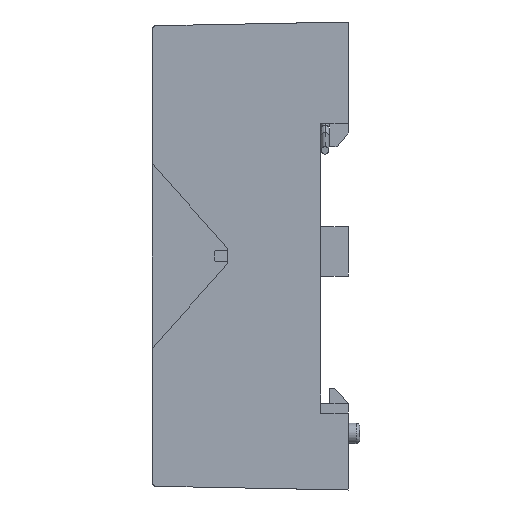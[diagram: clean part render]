
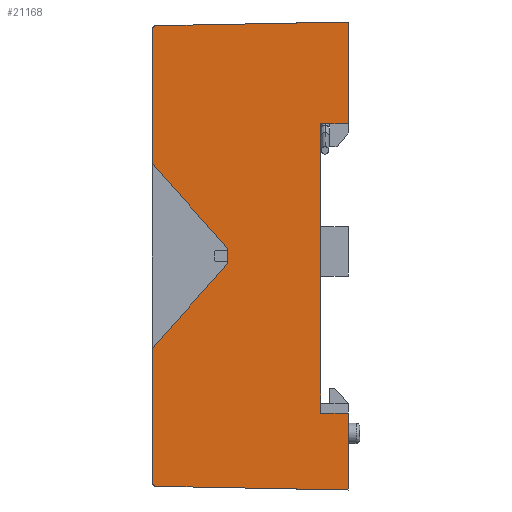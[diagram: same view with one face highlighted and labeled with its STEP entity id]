
A CAD part, left-side view. The second image highlights one B-rep face of the part: STEP entity #21168.
In plain terms, the highlighted planar face has unit normal (-1, 0, 0).
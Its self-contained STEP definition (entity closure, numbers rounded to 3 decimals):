
#659 = ORIENTED_EDGE ( 'NONE', *, *, #1759, .F. ) ;
#678 = LINE ( 'NONE', #1750, #3491 ) ;
#777 = ORIENTED_EDGE ( 'NONE', *, *, #11700, .F. ) ;
#784 = VECTOR ( 'NONE', #11043, 1000. ) ;
#908 = DIRECTION ( 'NONE',  ( 0., -1., 0.019 ) ) ;
#990 = EDGE_CURVE ( 'NONE', #3059, #10079, #13679, .T. ) ;
#1028 = CARTESIAN_POINT ( 'NONE',  ( -19., 16., 1. ) ) ;
#1444 = LINE ( 'NONE', #12923, #18864 ) ;
#1469 = DIRECTION ( 'NONE',  ( 0., 0., 1. ) ) ;
#1477 = DIRECTION ( 'NONE',  ( 1., 0., 0. ) ) ;
#1750 = CARTESIAN_POINT ( 'NONE',  ( -19., 3.7, 0. ) ) ;
#1759 = EDGE_CURVE ( 'NONE', #14488, #6643, #1919, .T. ) ;
#1919 = LINE ( 'NONE', #18634, #18823 ) ;
#2085 = VECTOR ( 'NONE', #16281, 1000. ) ;
#2108 = CARTESIAN_POINT ( 'NONE',  ( -19., 26., -12.25 ) ) ;
#2212 = LINE ( 'NONE', #20358, #11450 ) ;
#2319 = VERTEX_POINT ( 'NONE', #2734 ) ;
#2703 = VECTOR ( 'NONE', #1469, 1000. ) ;
#2734 = CARTESIAN_POINT ( 'NONE',  ( -19., 0., 31. ) ) ;
#2896 = ORIENTED_EDGE ( 'NONE', *, *, #15867, .F. ) ;
#2975 = VECTOR ( 'NONE', #8654, 1000. ) ;
#3059 = VERTEX_POINT ( 'NONE', #15614 ) ;
#3095 = DIRECTION ( 'NONE',  ( 0., 0., 1. ) ) ;
#3371 = DIRECTION ( 'NONE',  ( 0., 0., -1. ) ) ;
#3491 = VECTOR ( 'NONE', #3371, 1000. ) ;
#3563 = DIRECTION ( 'NONE',  ( -1., 0., 0. ) ) ;
#3567 = EDGE_CURVE ( 'NONE', #6280, #11826, #13862, .T. ) ;
#3728 = EDGE_CURVE ( 'NONE', #10639, #6215, #6934, .T. ) ;
#3828 = VECTOR ( 'NONE', #908, 1000. ) ;
#4195 = CARTESIAN_POINT ( 'NONE',  ( -19., 0., 31. ) ) ;
#4199 = CARTESIAN_POINT ( 'NONE',  ( -19., 25.51, 30.509 ) ) ;
#4257 = VERTEX_POINT ( 'NONE', #20930 ) ;
#4513 = LINE ( 'NONE', #14746, #12756 ) ;
#4519 = ORIENTED_EDGE ( 'NONE', *, *, #15074, .T. ) ;
#4642 = CARTESIAN_POINT ( 'NONE',  ( -19., 26., 30.01 ) ) ;
#4746 = VERTEX_POINT ( 'NONE', #1028 ) ;
#4867 = CARTESIAN_POINT ( 'NONE',  ( -19., 13., 17.5 ) ) ;
#5252 = CARTESIAN_POINT ( 'NONE',  ( -19., 25.51, -30.509 ) ) ;
#5294 = EDGE_CURVE ( 'NONE', #11215, #8773, #11417, .T. ) ;
#5345 = CARTESIAN_POINT ( 'NONE',  ( -19., 0., 0. ) ) ;
#5395 = ORIENTED_EDGE ( 'NONE', *, *, #20582, .F. ) ;
#5511 = DIRECTION ( 'NONE',  ( 0., -0.664, 0.747 ) ) ;
#5701 = AXIS2_PLACEMENT_3D ( 'NONE', #13402, #3563, #15049 ) ;
#6144 = ORIENTED_EDGE ( 'NONE', *, *, #5294, .F. ) ;
#6215 = VERTEX_POINT ( 'NONE', #18721 ) ;
#6280 = VERTEX_POINT ( 'NONE', #9142 ) ;
#6353 = VECTOR ( 'NONE', #12213, 1000. ) ;
#6582 = AXIS2_PLACEMENT_3D ( 'NONE', #18450, #8644, #20098 ) ;
#6643 = VERTEX_POINT ( 'NONE', #19407 ) ;
#6934 = LINE ( 'NONE', #4867, #2085 ) ;
#7734 = ORIENTED_EDGE ( 'NONE', *, *, #9447, .F. ) ;
#7987 = CARTESIAN_POINT ( 'NONE',  ( -19., 26., -30.01 ) ) ;
#8579 = CARTESIAN_POINT ( 'NONE',  ( -19., 26., 12.25 ) ) ;
#8644 = DIRECTION ( 'NONE',  ( 1., 0., 0. ) ) ;
#8654 = DIRECTION ( 'NONE',  ( 0., 0., -1. ) ) ;
#8696 = AXIS2_PLACEMENT_3D ( 'NONE', #21065, #1477, #12939 ) ;
#8773 = VERTEX_POINT ( 'NONE', #4642 ) ;
#9142 = CARTESIAN_POINT ( 'NONE',  ( -19., 0., -31. ) ) ;
#9447 = EDGE_CURVE ( 'NONE', #6215, #3059, #678, .T. ) ;
#9640 = PLANE ( 'NONE',  #8696 ) ;
#10079 = VERTEX_POINT ( 'NONE', #20232 ) ;
#10163 = ORIENTED_EDGE ( 'NONE', *, *, #3728, .F. ) ;
#10639 = VERTEX_POINT ( 'NONE', #13715 ) ;
#10744 = DIRECTION ( 'NONE',  ( 0., -1., 0. ) ) ;
#11002 = ORIENTED_EDGE ( 'NONE', *, *, #13935, .F. ) ;
#11043 = DIRECTION ( 'NONE',  ( 0., 1., 0.019 ) ) ;
#11215 = VERTEX_POINT ( 'NONE', #8579 ) ;
#11411 = ORIENTED_EDGE ( 'NONE', *, *, #12004, .F. ) ;
#11417 = LINE ( 'NONE', #7987, #2703 ) ;
#11446 = DIRECTION ( 'NONE',  ( 0., 0.664, 0.747 ) ) ;
#11450 = VECTOR ( 'NONE', #12207, 1000. ) ;
#11672 = LINE ( 'NONE', #5345, #2975 ) ;
#11700 = EDGE_CURVE ( 'NONE', #4746, #11215, #4513, .T. ) ;
#11826 = VERTEX_POINT ( 'NONE', #5252 ) ;
#12004 = EDGE_CURVE ( 'NONE', #4257, #14488, #2212, .T. ) ;
#12126 = VECTOR ( 'NONE', #10744, 1000. ) ;
#12207 = DIRECTION ( 'NONE',  ( 0., 0., 1. ) ) ;
#12213 = DIRECTION ( 'NONE',  ( 0., 0., -1. ) ) ;
#12274 = EDGE_CURVE ( 'NONE', #6643, #4746, #1444, .T. ) ;
#12560 = ORIENTED_EDGE ( 'NONE', *, *, #12274, .F. ) ;
#12585 = LINE ( 'NONE', #4195, #3828 ) ;
#12756 = VECTOR ( 'NONE', #11446, 1000. ) ;
#12923 = CARTESIAN_POINT ( 'NONE',  ( -19., 16., 0. ) ) ;
#12939 = DIRECTION ( 'NONE',  ( 0., 0., -1. ) ) ;
#13402 = CARTESIAN_POINT ( 'NONE',  ( -19., 25.5, 30.01 ) ) ;
#13679 = LINE ( 'NONE', #15607, #12126 ) ;
#13715 = CARTESIAN_POINT ( 'NONE',  ( -19., 0., 17.5 ) ) ;
#13862 = LINE ( 'NONE', #14346, #784 ) ;
#13935 = EDGE_CURVE ( 'NONE', #11826, #4257, #16494, .T. ) ;
#14346 = CARTESIAN_POINT ( 'NONE',  ( -19., 25.51, -30.509 ) ) ;
#14488 = VERTEX_POINT ( 'NONE', #2108 ) ;
#14746 = CARTESIAN_POINT ( 'NONE',  ( -19., 26., 12.25 ) ) ;
#14993 = ORIENTED_EDGE ( 'NONE', *, *, #990, .F. ) ;
#15049 = DIRECTION ( 'NONE',  ( 0., 0., 1. ) ) ;
#15074 = EDGE_CURVE ( 'NONE', #16837, #8773, #17385, .T. ) ;
#15173 = ORIENTED_EDGE ( 'NONE', *, *, #16625, .F. ) ;
#15414 = CARTESIAN_POINT ( 'NONE',  ( -19., 0., 0. ) ) ;
#15607 = CARTESIAN_POINT ( 'NONE',  ( -19., 13., -20.8 ) ) ;
#15614 = CARTESIAN_POINT ( 'NONE',  ( -19., 3.7, -20.8 ) ) ;
#15867 = EDGE_CURVE ( 'NONE', #10079, #6280, #20412, .T. ) ;
#16281 = DIRECTION ( 'NONE',  ( 0., 1., 0. ) ) ;
#16452 = FACE_OUTER_BOUND ( 'NONE', #21102, .T. ) ;
#16494 = CIRCLE ( 'NONE', #6582, 0.5 ) ;
#16625 = EDGE_CURVE ( 'NONE', #2319, #10639, #11672, .T. ) ;
#16837 = VERTEX_POINT ( 'NONE', #4199 ) ;
#17385 = CIRCLE ( 'NONE', #5701, 0.5 ) ;
#18255 = ORIENTED_EDGE ( 'NONE', *, *, #3567, .F. ) ;
#18450 = CARTESIAN_POINT ( 'NONE',  ( -19., 25.5, -30.01 ) ) ;
#18634 = CARTESIAN_POINT ( 'NONE',  ( -19., 26., -12.25 ) ) ;
#18721 = CARTESIAN_POINT ( 'NONE',  ( -19., 3.7, 17.5 ) ) ;
#18823 = VECTOR ( 'NONE', #5511, 1000. ) ;
#18864 = VECTOR ( 'NONE', #3095, 1000. ) ;
#19407 = CARTESIAN_POINT ( 'NONE',  ( -19., 16., -1. ) ) ;
#20098 = DIRECTION ( 'NONE',  ( 0., 0., 1. ) ) ;
#20232 = CARTESIAN_POINT ( 'NONE',  ( -19., 0., -20.8 ) ) ;
#20358 = CARTESIAN_POINT ( 'NONE',  ( -19., 26., -30.01 ) ) ;
#20412 = LINE ( 'NONE', #15414, #6353 ) ;
#20582 = EDGE_CURVE ( 'NONE', #16837, #2319, #12585, .T. ) ;
#20930 = CARTESIAN_POINT ( 'NONE',  ( -19., 26., -30.01 ) ) ;
#21065 = CARTESIAN_POINT ( 'NONE',  ( -19., 0., 31.372 ) ) ;
#21102 = EDGE_LOOP ( 'NONE', ( #4519, #6144, #777, #12560, #659, #11411, #11002, #18255, #2896, #14993, #7734, #10163, #15173, #5395 ) ) ;
#21168 = ADVANCED_FACE ( 'NONE', ( #16452 ), #9640, .F. ) ;
